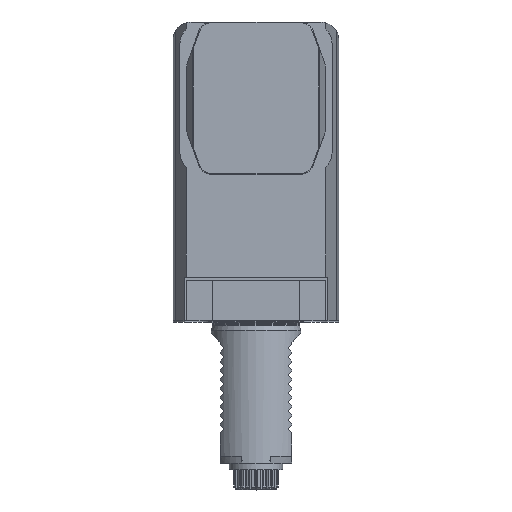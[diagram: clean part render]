
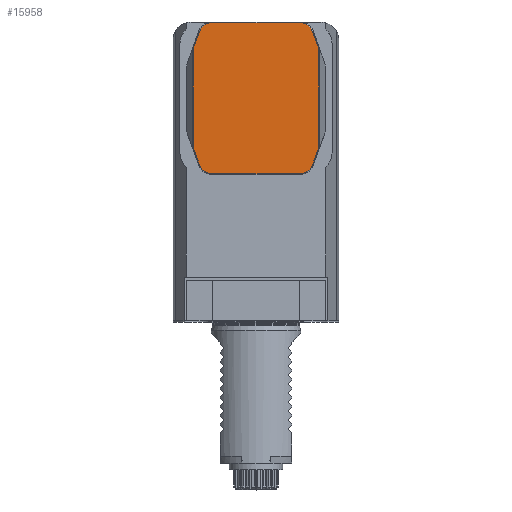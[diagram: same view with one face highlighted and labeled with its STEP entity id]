
A CAD part, top view. The second image highlights one B-rep face of the part: STEP entity #15958.
In plain terms, the highlighted planar face has unit normal (0, 0, 1).
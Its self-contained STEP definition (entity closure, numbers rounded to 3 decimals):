
#37 = LINE ( 'NONE', #24684, #27652 ) ;
#404 = LINE ( 'NONE', #20335, #23207 ) ;
#658 = EDGE_CURVE ( 'NONE', #14694, #10128, #37, .T. ) ;
#782 = DIRECTION ( 'NONE',  ( -1., 0., 0. ) ) ;
#1075 = CARTESIAN_POINT ( 'NONE',  ( -31.894, 11.608, 58. ) ) ;
#1307 = EDGE_CURVE ( 'NONE', #14990, #18806, #28697, .T. ) ;
#1458 = DIRECTION ( 'NONE',  ( 0.342, 0.94, 0. ) ) ;
#1933 = DIRECTION ( 'NONE',  ( -1., 0., 0. ) ) ;
#1959 = VERTEX_POINT ( 'NONE', #21556 ) ;
#2405 = VECTOR ( 'NONE', #4048, 1000. ) ;
#2946 = DIRECTION ( 'NONE',  ( -1., 0., 0. ) ) ;
#3210 = ORIENTED_EDGE ( 'NONE', *, *, #1307, .T. ) ;
#3385 = EDGE_CURVE ( 'NONE', #6972, #3647, #30395, .T. ) ;
#3454 = ORIENTED_EDGE ( 'NONE', *, *, #28611, .T. ) ;
#3647 = VERTEX_POINT ( 'NONE', #28238 ) ;
#3650 = LINE ( 'NONE', #1075, #16941 ) ;
#3732 = CARTESIAN_POINT ( 'NONE',  ( 0., 33.7, 58. ) ) ;
#4048 = DIRECTION ( 'NONE',  ( -1., 0., 0. ) ) ;
#5328 = PLANE ( 'NONE',  #6518 ) ;
#5563 = ORIENTED_EDGE ( 'NONE', *, *, #19010, .T. ) ;
#5774 = DIRECTION ( 'NONE',  ( -0.342, -0.94, 0. ) ) ;
#6274 = AXIS2_PLACEMENT_3D ( 'NONE', #8761, #27954, #23382 ) ;
#6380 = ORIENTED_EDGE ( 'NONE', *, *, #21341, .T. ) ;
#6518 = AXIS2_PLACEMENT_3D ( 'NONE', #7565, #22503, #782 ) ;
#6954 = DIRECTION ( 'NONE',  ( -0.342, 0.94, 0. ) ) ;
#6972 = VERTEX_POINT ( 'NONE', #16101 ) ;
#7565 = CARTESIAN_POINT ( 'NONE',  ( 0., 0., 58. ) ) ;
#7909 = VERTEX_POINT ( 'NONE', #25285 ) ;
#8295 = CARTESIAN_POINT ( 'NONE',  ( 0., -33.7, 58. ) ) ;
#8374 = ORIENTED_EDGE ( 'NONE', *, *, #23422, .T. ) ;
#8478 = CIRCLE ( 'NONE', #12082, 5.7 ) ;
#8761 = CARTESIAN_POINT ( 'NONE',  ( -19.862, 28., 58. ) ) ;
#9435 = LINE ( 'NONE', #28948, #18023 ) ;
#9572 = DIRECTION ( 'NONE',  ( 0.342, -0.94, 0. ) ) ;
#10128 = VERTEX_POINT ( 'NONE', #28553 ) ;
#10371 = EDGE_CURVE ( 'NONE', #7909, #14694, #9435, .T. ) ;
#10614 = EDGE_CURVE ( 'NONE', #12268, #29471, #13454, .T. ) ;
#10855 = CARTESIAN_POINT ( 'NONE',  ( 28.087, 22.069, 58. ) ) ;
#11237 = ORIENTED_EDGE ( 'NONE', *, *, #20203, .T. ) ;
#11571 = VERTEX_POINT ( 'NONE', #27457 ) ;
#12082 = AXIS2_PLACEMENT_3D ( 'NONE', #23030, #19287, #1933 ) ;
#12268 = VERTEX_POINT ( 'NONE', #23563 ) ;
#13454 = CIRCLE ( 'NONE', #6274, 5.7 ) ;
#13898 = DIRECTION ( 'NONE',  ( -1., 0., 0. ) ) ;
#14448 = CARTESIAN_POINT ( 'NONE',  ( -25.218, 29.95, 58. ) ) ;
#14694 = VERTEX_POINT ( 'NONE', #16784 ) ;
#14990 = VERTEX_POINT ( 'NONE', #10855 ) ;
#15157 = VECTOR ( 'NONE', #25162, 1000. ) ;
#15295 = CARTESIAN_POINT ( 'NONE',  ( 28.087, 22.121, 58. ) ) ;
#15420 = EDGE_LOOP ( 'NONE', ( #8374, #23393, #6380, #16824, #30859, #11237, #26447, #3454, #31619, #20003, #3210, #5563 ) ) ;
#15958 = ADVANCED_FACE ( 'Defeature completata1_288', ( #17969 ), #5328, .T. ) ;
#16101 = CARTESIAN_POINT ( 'NONE',  ( -19.862, -33.7, 58. ) ) ;
#16401 = CARTESIAN_POINT ( 'NONE',  ( 31.894, 11.608, 58. ) ) ;
#16784 = CARTESIAN_POINT ( 'NONE',  ( -28.087, -22.069, 58. ) ) ;
#16824 = ORIENTED_EDGE ( 'NONE', *, *, #10371, .T. ) ;
#16941 = VECTOR ( 'NONE', #5774, 1000. ) ;
#17555 = CARTESIAN_POINT ( 'NONE',  ( -19.862, -28., 58. ) ) ;
#17921 = VECTOR ( 'NONE', #18062, 1000. ) ;
#17969 = FACE_OUTER_BOUND ( 'NONE', #15420, .T. ) ;
#18023 = VECTOR ( 'NONE', #29102, 1000. ) ;
#18044 = VERTEX_POINT ( 'NONE', #27591 ) ;
#18061 = EDGE_CURVE ( 'NONE', #11571, #14990, #30027, .T. ) ;
#18062 = DIRECTION ( 'NONE',  ( 1., 0., 0. ) ) ;
#18086 = DIRECTION ( 'NONE',  ( 0., 0., 1. ) ) ;
#18806 = VERTEX_POINT ( 'NONE', #29549 ) ;
#18951 = LINE ( 'NONE', #3732, #2405 ) ;
#19010 = EDGE_CURVE ( 'NONE', #18806, #18044, #8478, .T. ) ;
#19287 = DIRECTION ( 'NONE',  ( 0., 0., 1. ) ) ;
#20003 = ORIENTED_EDGE ( 'NONE', *, *, #18061, .T. ) ;
#20203 = EDGE_CURVE ( 'NONE', #10128, #6972, #25211, .T. ) ;
#20335 = CARTESIAN_POINT ( 'NONE',  ( 31.894, -11.608, 58. ) ) ;
#21341 = EDGE_CURVE ( 'NONE', #29471, #7909, #3650, .T. ) ;
#21556 = CARTESIAN_POINT ( 'NONE',  ( 25.218, -29.95, 58. ) ) ;
#22503 = DIRECTION ( 'NONE',  ( 0., 0., 1. ) ) ;
#23030 = CARTESIAN_POINT ( 'NONE',  ( 19.862, 28., 58. ) ) ;
#23045 = VECTOR ( 'NONE', #6954, 1000. ) ;
#23207 = VECTOR ( 'NONE', #1458, 1000. ) ;
#23382 = DIRECTION ( 'NONE',  ( -1., 0., 0. ) ) ;
#23393 = ORIENTED_EDGE ( 'NONE', *, *, #10614, .T. ) ;
#23422 = EDGE_CURVE ( 'NONE', #18044, #12268, #18951, .T. ) ;
#23563 = CARTESIAN_POINT ( 'NONE',  ( -19.862, 33.7, 58. ) ) ;
#24171 = CIRCLE ( 'NONE', #28755, 5.7 ) ;
#24684 = CARTESIAN_POINT ( 'NONE',  ( -31.894, -11.608, 58. ) ) ;
#25010 = DIRECTION ( 'NONE',  ( 0., 0., 1. ) ) ;
#25162 = DIRECTION ( 'NONE',  ( 0., 1., 0. ) ) ;
#25211 = CIRCLE ( 'NONE', #30902, 5.7 ) ;
#25285 = CARTESIAN_POINT ( 'NONE',  ( -28.087, 22.069, 58. ) ) ;
#26006 = CARTESIAN_POINT ( 'NONE',  ( 19.862, -28., 58. ) ) ;
#26447 = ORIENTED_EDGE ( 'NONE', *, *, #3385, .T. ) ;
#27457 = CARTESIAN_POINT ( 'NONE',  ( 28.087, -22.069, 58. ) ) ;
#27591 = CARTESIAN_POINT ( 'NONE',  ( 19.862, 33.7, 58. ) ) ;
#27652 = VECTOR ( 'NONE', #9572, 1000. ) ;
#27954 = DIRECTION ( 'NONE',  ( 0., 0., 1. ) ) ;
#28238 = CARTESIAN_POINT ( 'NONE',  ( 19.862, -33.7, 58. ) ) ;
#28553 = CARTESIAN_POINT ( 'NONE',  ( -25.218, -29.95, 58. ) ) ;
#28611 = EDGE_CURVE ( 'NONE', #3647, #1959, #24171, .T. ) ;
#28697 = LINE ( 'NONE', #16401, #23045 ) ;
#28755 = AXIS2_PLACEMENT_3D ( 'NONE', #26006, #18086, #13898 ) ;
#28948 = CARTESIAN_POINT ( 'NONE',  ( -28.087, -22.121, 58. ) ) ;
#29102 = DIRECTION ( 'NONE',  ( 0., -1., 0. ) ) ;
#29471 = VERTEX_POINT ( 'NONE', #14448 ) ;
#29549 = CARTESIAN_POINT ( 'NONE',  ( 25.218, 29.95, 58. ) ) ;
#29710 = EDGE_CURVE ( 'NONE', #1959, #11571, #404, .T. ) ;
#30027 = LINE ( 'NONE', #15295, #15157 ) ;
#30395 = LINE ( 'NONE', #8295, #17921 ) ;
#30859 = ORIENTED_EDGE ( 'NONE', *, *, #658, .T. ) ;
#30902 = AXIS2_PLACEMENT_3D ( 'NONE', #17555, #25010, #2946 ) ;
#31619 = ORIENTED_EDGE ( 'NONE', *, *, #29710, .T. ) ;
